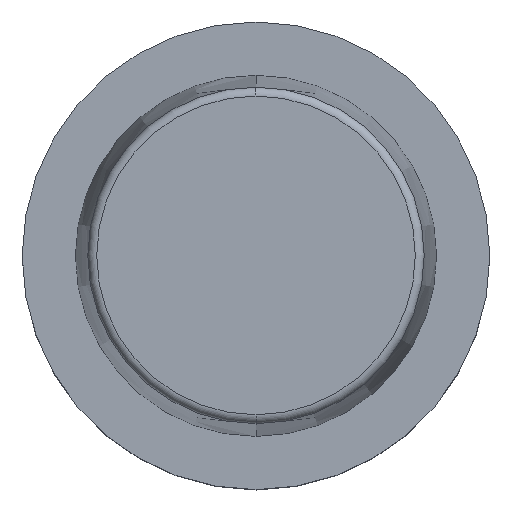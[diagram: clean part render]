
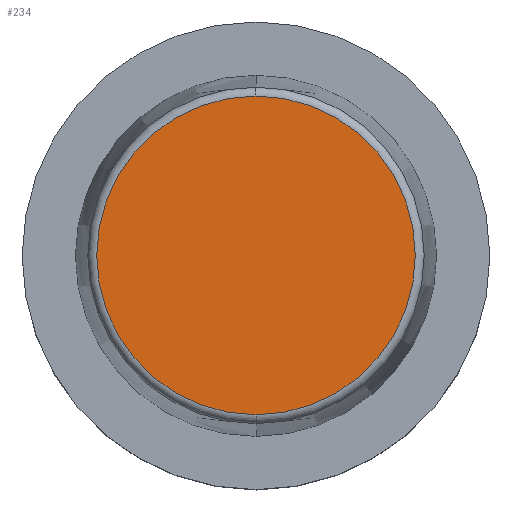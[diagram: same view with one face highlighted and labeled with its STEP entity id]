
A CAD part, top view. The second image highlights one B-rep face of the part: STEP entity #234.
In plain terms, the highlighted planar face has unit normal (0, 0, 1).
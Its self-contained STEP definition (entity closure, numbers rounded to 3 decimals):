
#218=VERTEX_POINT('',#611);
#234=ADVANCED_FACE('',(#627),#628,.T.);
#326=VERTEX_POINT('',#732);
#540=EDGE_CURVE('',#218,#326,#969,.T.);
#564=EDGE_CURVE('',#326,#218,#999,.T.);
#611=CARTESIAN_POINT('',(0.,-21.462,32.0));
#627=FACE_OUTER_BOUND('',#1067,.T.);
#628=PLANE('',#1068);
#732=CARTESIAN_POINT('',(0.0,21.462,32.0));
#969=CIRCLE('',#1508,21.462);
#999=CIRCLE('',#1546,21.462);
#1067=EDGE_LOOP('',(#1605,#1606));
#1068=AXIS2_PLACEMENT_3D('',#1607,#1608,#1609);
#1508=AXIS2_PLACEMENT_3D('',#2045,#2046,#2047);
#1546=AXIS2_PLACEMENT_3D('',#2099,#2100,#2101);
#1605=ORIENTED_EDGE('',*,*,#564,.F.);
#1606=ORIENTED_EDGE('',*,*,#540,.F.);
#1607=CARTESIAN_POINT('',(0.0,10.731,32.0));
#1608=DIRECTION('',(-0.0,0.0,1.0));
#1609=DIRECTION('',(0.0,-1.0,0.0));
#2045=CARTESIAN_POINT('',(0.0,0.0,32.0));
#2046=DIRECTION('',(0.0,0.0,-1.0));
#2047=DIRECTION('',(0.0,1.0,0.0));
#2099=CARTESIAN_POINT('',(0.0,0.0,32.0));
#2100=DIRECTION('',(0.0,0.0,-1.0));
#2101=DIRECTION('',(0.0,1.0,0.0));
